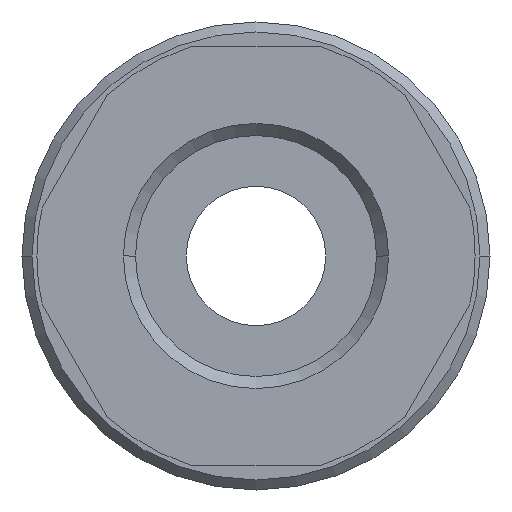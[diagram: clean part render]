
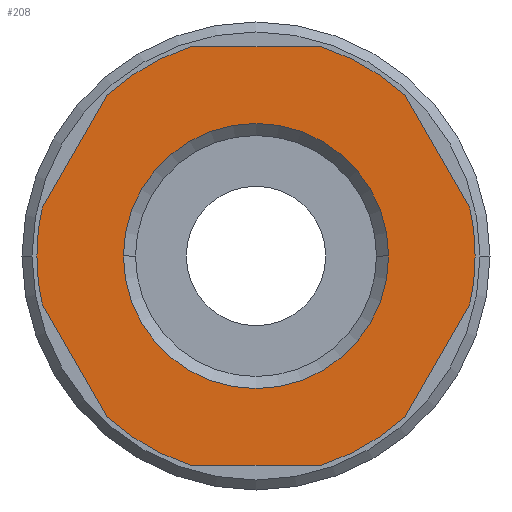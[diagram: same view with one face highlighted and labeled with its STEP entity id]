
A CAD part, front view. The second image highlights one B-rep face of the part: STEP entity #208.
In plain terms, the highlighted planar face has unit normal (0, -1, 0).
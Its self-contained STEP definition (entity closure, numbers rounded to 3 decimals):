
#208=ADVANCED_FACE('',(#458,#459),#460,.T.);
#458=FACE_BOUND('',#751,.T.);
#459=FACE_OUTER_BOUND('',#752,.T.);
#460=PLANE('',#753);
#751=EDGE_LOOP('',(#1266,#1267));
#752=EDGE_LOOP('',(#1268,#1269,#1270,#1271,#1272,#1273,#1274,#1275,#1276,#1277,#1278,#1279,#1280,#1281));
#753=AXIS2_PLACEMENT_3D('',#1282,#1283,#1284);
#1266=ORIENTED_EDGE('',*,*,#1850,.T.);
#1267=ORIENTED_EDGE('',*,*,#1851,.T.);
#1268=ORIENTED_EDGE('',*,*,#1676,.T.);
#1269=ORIENTED_EDGE('',*,*,#1819,.F.);
#1270=ORIENTED_EDGE('',*,*,#1852,.T.);
#1271=ORIENTED_EDGE('',*,*,#1835,.F.);
#1272=ORIENTED_EDGE('',*,*,#1853,.T.);
#1273=ORIENTED_EDGE('',*,*,#1854,.F.);
#1274=ORIENTED_EDGE('',*,*,#1692,.F.);
#1275=ORIENTED_EDGE('',*,*,#1855,.T.);
#1276=ORIENTED_EDGE('',*,*,#1856,.F.);
#1277=ORIENTED_EDGE('',*,*,#1857,.T.);
#1278=ORIENTED_EDGE('',*,*,#1789,.F.);
#1279=ORIENTED_EDGE('',*,*,#1858,.T.);
#1280=ORIENTED_EDGE('',*,*,#1859,.F.);
#1281=ORIENTED_EDGE('',*,*,#1725,.F.);
#1282=CARTESIAN_POINT('',(5.5,0.0,0.0));
#1283=DIRECTION('',(-0.0,-1.0,-0.0));
#1284=DIRECTION('',(-1.0,0.0,0.0));
#1676=EDGE_CURVE('',#1978,#1975,#1979,.T.);
#1692=EDGE_CURVE('',#2005,#2000,#2007,.T.);
#1725=EDGE_CURVE('',#1978,#2059,#2062,.T.);
#1789=EDGE_CURVE('',#2160,#2155,#2162,.T.);
#1819=EDGE_CURVE('',#2196,#1975,#2198,.T.);
#1835=EDGE_CURVE('',#2220,#2215,#2222,.T.);
#1850=EDGE_CURVE('',#2240,#2241,#2242,.T.);
#1851=EDGE_CURVE('',#2241,#2240,#2243,.T.);
#1852=EDGE_CURVE('',#2196,#2215,#2244,.T.);
#1853=EDGE_CURVE('',#2220,#2245,#2246,.T.);
#1854=EDGE_CURVE('',#2000,#2245,#2247,.T.);
#1855=EDGE_CURVE('',#2005,#2248,#2249,.T.);
#1856=EDGE_CURVE('',#2250,#2248,#2251,.T.);
#1857=EDGE_CURVE('',#2250,#2155,#2252,.T.);
#1858=EDGE_CURVE('',#2160,#2253,#2254,.T.);
#1859=EDGE_CURVE('',#2059,#2253,#2255,.T.);
#1975=VERTEX_POINT('',#2389);
#1978=VERTEX_POINT('',#2393);
#1979=LINE('',#2394,#2395);
#2000=VERTEX_POINT('',#2442);
#2005=VERTEX_POINT('',#2448);
#2007=CIRCLE('',#2451,11.0);
#2059=VERTEX_POINT('',#2588);
#2062=CIRCLE('',#2592,11.0);
#2155=VERTEX_POINT('',#2811);
#2160=VERTEX_POINT('',#2817);
#2162=CIRCLE('',#2820,11.0);
#2196=VERTEX_POINT('',#2892);
#2198=CIRCLE('',#2895,11.0);
#2215=VERTEX_POINT('',#2916);
#2220=VERTEX_POINT('',#2922);
#2222=CIRCLE('',#2925,11.0);
#2240=VERTEX_POINT('',#2957);
#2241=VERTEX_POINT('',#2958);
#2242=CIRCLE('',#2959,6.655);
#2243=CIRCLE('',#2960,6.655);
#2244=LINE('',#2961,#2962);
#2245=VERTEX_POINT('',#2963);
#2246=LINE('',#2964,#2965);
#2247=CIRCLE('',#2966,11.0);
#2248=VERTEX_POINT('',#2967);
#2249=LINE('',#2968,#2969);
#2250=VERTEX_POINT('',#2970);
#2251=CIRCLE('',#2971,11.0);
#2252=LINE('',#2972,#2973);
#2253=VERTEX_POINT('',#2974);
#2254=LINE('',#2975,#2976);
#2255=CIRCLE('',#2977,11.0);
#2389=CARTESIAN_POINT('',(-7.454,0.0,-8.089));
#2393=CARTESIAN_POINT('',(-10.733,0.0,-2.411));
#2394=CARTESIAN_POINT('',(-8.406,0.0,-6.441));
#2395=VECTOR('',#3139,1.0);
#2442=CARTESIAN_POINT('',(11.0,0.0,0.));
#2448=CARTESIAN_POINT('',(10.733,0.0,2.411));
#2451=AXIS2_PLACEMENT_3D('',#3158,#3159,#3160);
#2588=CARTESIAN_POINT('',(-11.0,0.0,0.));
#2592=AXIS2_PLACEMENT_3D('',#3197,#3198,#3199);
#2811=CARTESIAN_POINT('',(-3.279,0.0,10.5));
#2817=CARTESIAN_POINT('',(-7.454,0.0,8.089));
#2820=AXIS2_PLACEMENT_3D('',#3278,#3279,#3280);
#2892=CARTESIAN_POINT('',(-3.279,0.0,-10.5));
#2895=AXIS2_PLACEMENT_3D('',#3317,#3318,#3319);
#2916=CARTESIAN_POINT('',(3.279,0.0,-10.5));
#2922=CARTESIAN_POINT('',(7.454,0.0,-8.089));
#2925=AXIS2_PLACEMENT_3D('',#3341,#3342,#3343);
#2957=CARTESIAN_POINT('',(-6.655,0.0,0.));
#2958=CARTESIAN_POINT('',(6.655,0.0,0.));
#2959=AXIS2_PLACEMENT_3D('',#3362,#3363,#3364);
#2960=AXIS2_PLACEMENT_3D('',#3365,#3366,#3367);
#2961=CARTESIAN_POINT('',(2.75,0.0,-10.5));
#2962=VECTOR('',#3368,1.0);
#2963=CARTESIAN_POINT('',(10.733,0.0,-2.411));
#2964=CARTESIAN_POINT('',(9.781,0.0,-4.059));
#2965=VECTOR('',#3369,1.0);
#2966=AXIS2_PLACEMENT_3D('',#3370,#3371,#3372);
#2967=CARTESIAN_POINT('',(7.454,0.0,8.089));
#2968=CARTESIAN_POINT('',(9.781,0.0,4.059));
#2969=VECTOR('',#3373,1.0);
#2970=CARTESIAN_POINT('',(3.279,0.0,10.5));
#2971=AXIS2_PLACEMENT_3D('',#3374,#3375,#3376);
#2972=CARTESIAN_POINT('',(2.75,0.0,10.5));
#2973=VECTOR('',#3377,1.0);
#2974=CARTESIAN_POINT('',(-10.733,0.0,2.411));
#2975=CARTESIAN_POINT('',(-8.406,0.0,6.441));
#2976=VECTOR('',#3378,1.0);
#2977=AXIS2_PLACEMENT_3D('',#3379,#3380,#3381);
#3139=DIRECTION('',(0.5,0.0,-0.866));
#3158=CARTESIAN_POINT('',(0.0,0.0,0.0));
#3159=DIRECTION('',(-0.0,1.0,0.0));
#3160=DIRECTION('',(1.0,0.0,0.0));
#3197=CARTESIAN_POINT('',(0.0,0.0,0.0));
#3198=DIRECTION('',(-0.0,1.0,0.0));
#3199=DIRECTION('',(1.0,0.0,0.0));
#3278=CARTESIAN_POINT('',(0.0,0.0,0.0));
#3279=DIRECTION('',(-0.0,1.0,0.0));
#3280=DIRECTION('',(1.0,0.0,0.0));
#3317=CARTESIAN_POINT('',(0.0,0.0,0.0));
#3318=DIRECTION('',(-0.0,1.0,0.0));
#3319=DIRECTION('',(1.0,0.0,0.0));
#3341=CARTESIAN_POINT('',(0.0,0.0,0.0));
#3342=DIRECTION('',(-0.0,1.0,0.0));
#3343=DIRECTION('',(1.0,0.0,0.0));
#3362=CARTESIAN_POINT('',(0.0,0.0,0.0));
#3363=DIRECTION('',(-0.0,1.0,0.0));
#3364=DIRECTION('',(1.0,0.0,0.0));
#3365=CARTESIAN_POINT('',(0.0,0.0,0.0));
#3366=DIRECTION('',(-0.0,1.0,0.0));
#3367=DIRECTION('',(1.0,0.0,0.0));
#3368=DIRECTION('',(1.0,-0.0,0.0));
#3369=DIRECTION('',(0.5,-0.0,0.866));
#3370=CARTESIAN_POINT('',(0.0,0.0,0.0));
#3371=DIRECTION('',(-0.0,1.0,0.0));
#3372=DIRECTION('',(1.0,0.0,0.0));
#3373=DIRECTION('',(-0.5,0.0,0.866));
#3374=CARTESIAN_POINT('',(0.0,0.0,0.0));
#3375=DIRECTION('',(-0.0,1.0,0.0));
#3376=DIRECTION('',(1.0,0.0,0.0));
#3377=DIRECTION('',(-1.0,0.0,0.));
#3378=DIRECTION('',(-0.5,0.0,-0.866));
#3379=CARTESIAN_POINT('',(0.0,0.0,0.0));
#3380=DIRECTION('',(-0.0,1.0,0.0));
#3381=DIRECTION('',(1.0,0.0,0.0));
